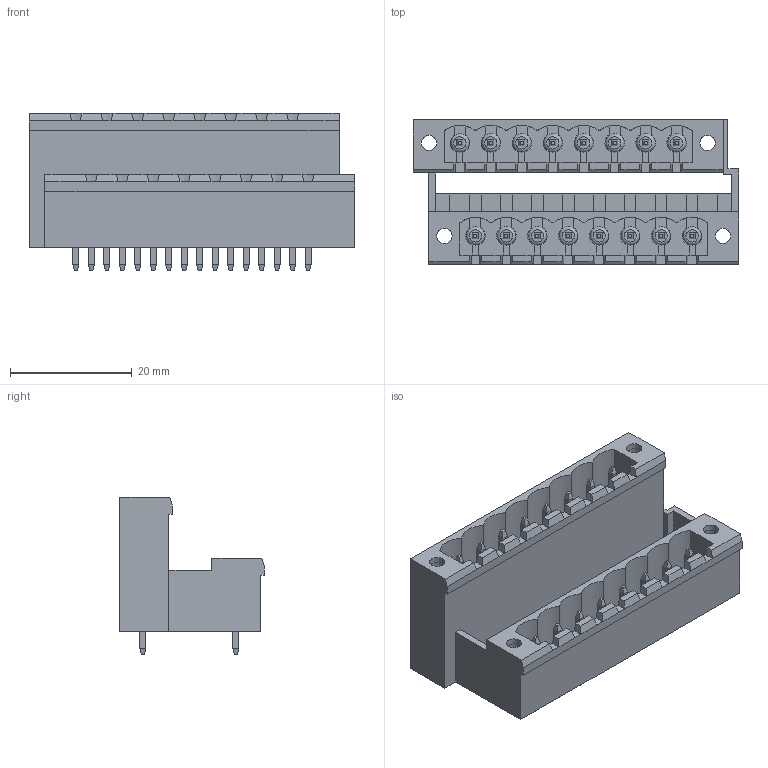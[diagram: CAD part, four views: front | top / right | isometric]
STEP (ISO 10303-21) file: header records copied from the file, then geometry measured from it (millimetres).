
FILE_DESCRIPTION( ( 'Unknown' ), '1' );
FILE_NAME( '691337500016.stp', 'Unknown', ( 'Unknown' ), ( 'Unknown' ), 'PSStep 15.0.49', 'Unknown', ' ' );
FILE_SCHEMA( ( 'AUTOMOTIVE_DESIGN { 1 0 10303 214 1 1 1 1 }' ) );
Length unit declared in the file: millimetre
Products named in the file (5): Assem1; 6913375000xx_PIN Longue; 6913375000xx_PIN Courte; 691336500016; 6913375000xx_INSERT
Assembly tree (21 placements, depth 2):
  Assem1
    6913375000xx_PIN Longue  x8
    6913375000xx_PIN Courte  x8
    691336500016
    6913375000xx_INSERT  x4
Bounding box: 53.34 x 23.7 x 25.9 mm (x, y, z)
Volume: 7529.6 mm3; surface area: 14971.5 mm2
Topology: 21 solids, 21 shells, 920 faces, 2467 edges, 1589 vertices
Faces by surface type: plane 820, cylinder 76, torus 24
Full cylindrical faces by diameter (mm): 1.45 x4, 2.5 x8, 2.997 x8, 3 x8
Entity records: 28099 total; most frequent: CARTESIAN_POINT 4203, ORIENTED_EDGE 3878, DIRECTION 3549, EDGE_CURVE 1939, LINE 1731, VECTOR 1731, VERTEX_POINT 1299, AXIS2_PLACEMENT_3D 909
